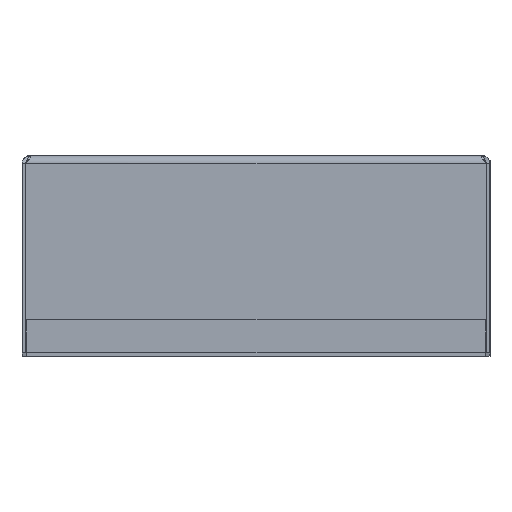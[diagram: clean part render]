
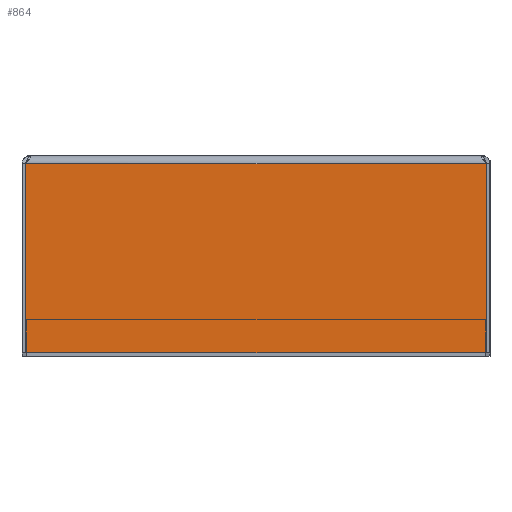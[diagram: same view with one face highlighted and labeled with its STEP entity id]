
A CAD part, front view. The second image highlights one B-rep face of the part: STEP entity #864.
In plain terms, the highlighted planar face has unit normal (0, -1, 0).
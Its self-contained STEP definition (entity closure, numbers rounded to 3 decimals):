
#86=FACE_OUTER_BOUND('',#136,.T.);
#136=EDGE_LOOP('',(#643,#644,#645,#646));
#209=LINE('',#1351,#295);
#215=LINE('',#1378,#301);
#220=LINE('',#1439,#306);
#222=LINE('',#1442,#308);
#295=VECTOR('',#1072,10.);
#301=VECTOR('',#1082,10.);
#306=VECTOR('',#1089,10.);
#308=VECTOR('',#1093,10.);
#379=VERTEX_POINT('',#1349);
#380=VERTEX_POINT('',#1350);
#385=VERTEX_POINT('',#1377);
#386=VERTEX_POINT('',#1438);
#465=EDGE_CURVE('',#379,#380,#209,.T.);
#473=EDGE_CURVE('',#385,#380,#215,.T.);
#480=EDGE_CURVE('',#379,#386,#220,.T.);
#482=EDGE_CURVE('',#386,#385,#222,.T.);
#643=ORIENTED_EDGE('',*,*,#465,.T.);
#644=ORIENTED_EDGE('',*,*,#473,.F.);
#645=ORIENTED_EDGE('',*,*,#482,.F.);
#646=ORIENTED_EDGE('',*,*,#480,.F.);
#770=PLANE('',#940);
#864=ADVANCED_FACE('',(#86),#770,.T.);
#940=AXIS2_PLACEMENT_3D('',#1443,#1094,#1095);
#1072=DIRECTION('',(-1.,0.,0.));
#1082=DIRECTION('',(0.,0.,1.));
#1089=DIRECTION('',(0.,0.,-1.));
#1093=DIRECTION('',(-1.,0.,0.));
#1094=DIRECTION('center_axis',(0.,-1.,0.));
#1095=DIRECTION('ref_axis',(1.,0.,0.));
#1349=CARTESIAN_POINT('',(50.165,-89.,38.309));
#1350=CARTESIAN_POINT('',(-50.165,-89.,38.309));
#1351=CARTESIAN_POINT('',(0.,-89.,38.309));
#1377=CARTESIAN_POINT('',(-50.165,-89.,-2.891));
#1378=CARTESIAN_POINT('',(-50.165,-89.,38.309));
#1438=CARTESIAN_POINT('',(50.165,-89.,-2.891));
#1439=CARTESIAN_POINT('',(50.165,-89.,38.309));
#1442=CARTESIAN_POINT('',(50.165,-89.,-2.891));
#1443=CARTESIAN_POINT('Origin',(0.,-89.,
18.419));
